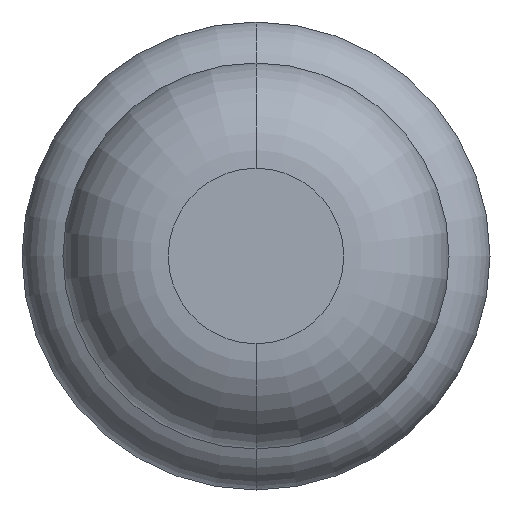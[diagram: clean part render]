
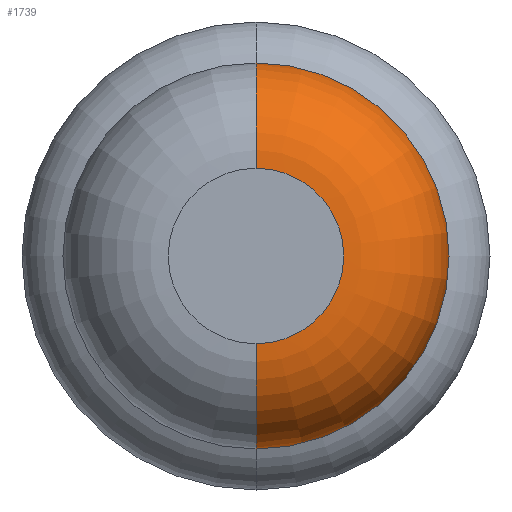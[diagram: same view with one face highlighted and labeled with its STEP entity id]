
A CAD part, front view. The second image highlights one B-rep face of the part: STEP entity #1739.
In plain terms, the highlighted toroidal (fillet/blend) face has major radius 0.375 mm and minor radius 0.45 mm.
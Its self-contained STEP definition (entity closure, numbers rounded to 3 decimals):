
#6 = CARTESIAN_POINT ( 'NONE',  ( 0., -28.55, -0.375 ) ) ;
#83 = DIRECTION ( 'NONE',  ( 0., 1., 0. ) ) ;
#399 = CIRCLE ( 'NONE', #4134, 0.45 ) ;
#467 = AXIS2_PLACEMENT_3D ( 'NONE', #2885, #1051, #2852 ) ;
#494 = CARTESIAN_POINT ( 'NONE',  ( 0., -29., -0.375 ) ) ;
#720 = ORIENTED_EDGE ( 'NONE', *, *, #4040, .T. ) ;
#727 = DIRECTION ( 'NONE',  ( 0., 0., -1. ) ) ;
#730 = DIRECTION ( 'NONE',  ( 0., 0., 1. ) ) ;
#734 = EDGE_CURVE ( 'Defeature ausgef�hrt1_8+Defeature ausgef�hrt1_7+Defeature ausgef�hrt1_7+Defeature ausgef�hrt1_7', #3392, #3523, #3528, .T. ) ;
#918 = DIRECTION ( 'NONE',  ( 0., 1., 0. ) ) ;
#1051 = DIRECTION ( 'NONE',  ( 0., 1., 0. ) ) ;
#1053 = EDGE_CURVE ( 'NONE', #1164, #3392, #399, .T. ) ;
#1107 = CARTESIAN_POINT ( 'NONE',  ( 0., -28.55, 0. ) ) ;
#1164 = VERTEX_POINT ( 'NONE', #1472 ) ;
#1206 = EDGE_CURVE ( 'NONE', #3215, #3523, #1551, .T. ) ;
#1226 = DIRECTION ( 'NONE',  ( -1., 0., 0. ) ) ;
#1257 = DIRECTION ( 'NONE',  ( 0., 0., 1. ) ) ;
#1319 = ORIENTED_EDGE ( 'NONE', *, *, #1053, .F. ) ;
#1472 = CARTESIAN_POINT ( 'NONE',  ( 0., -29., 0.375 ) ) ;
#1536 = AXIS2_PLACEMENT_3D ( 'NONE', #6, #2924, #727 ) ;
#1551 = CIRCLE ( 'NONE', #1536, 0.45 ) ;
#1652 = CARTESIAN_POINT ( 'NONE',  ( 0., -29., 0. ) ) ;
#1739 = ADVANCED_FACE ( 'Defeature ausgef�hrt1_7', ( #2113 ), #4056, .T. ) ;
#2113 = FACE_OUTER_BOUND ( 'NONE', #2150, .T. ) ;
#2150 = EDGE_LOOP ( 'NONE', ( #720, #4659, #3321, #1319 ) ) ;
#2404 = AXIS2_PLACEMENT_3D ( 'NONE', #1652, #918, #1257 ) ;
#2652 = DIRECTION ( 'NONE',  ( 0., 0., 1. ) ) ;
#2663 = CARTESIAN_POINT ( 'NONE',  ( 0., -28.55, 0.825 ) ) ;
#2676 = CARTESIAN_POINT ( 'NONE',  ( 0., -28.55, 0.375 ) ) ;
#2852 = DIRECTION ( 'NONE',  ( 0., 0., 1. ) ) ;
#2885 = CARTESIAN_POINT ( 'NONE',  ( 0., -28.55, 0. ) ) ;
#2924 = DIRECTION ( 'NONE',  ( 1., 0., 0. ) ) ;
#3102 = AXIS2_PLACEMENT_3D ( 'NONE', #1107, #83, #730 ) ;
#3215 = VERTEX_POINT ( 'NONE', #494 ) ;
#3321 = ORIENTED_EDGE ( 'NONE', *, *, #734, .F. ) ;
#3392 = VERTEX_POINT ( 'NONE', #2663 ) ;
#3459 = CIRCLE ( 'NONE', #2404, 0.375 ) ;
#3523 = VERTEX_POINT ( 'NONE', #4152 ) ;
#3528 = CIRCLE ( 'NONE', #467, 0.825 ) ;
#4040 = EDGE_CURVE ( 'Defeature ausgef�hrt1_7+Defeature ausgef�hrt1_6+Defeature ausgef�hrt1_6+Defeature ausgef�hrt1_6', #1164, #3215, #3459, .T. ) ;
#4056 = TOROIDAL_SURFACE ( 'NONE', #3102, 0.375, 0.45 ) ;
#4134 = AXIS2_PLACEMENT_3D ( 'NONE', #2676, #1226, #2652 ) ;
#4152 = CARTESIAN_POINT ( 'NONE',  ( 0., -28.55, -0.825 ) ) ;
#4659 = ORIENTED_EDGE ( 'NONE', *, *, #1206, .T. ) ;
